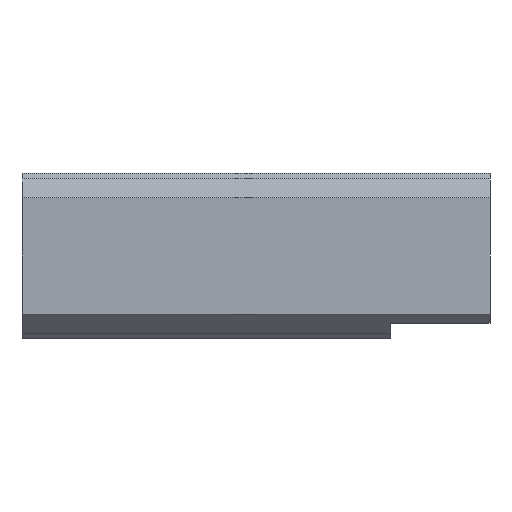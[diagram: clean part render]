
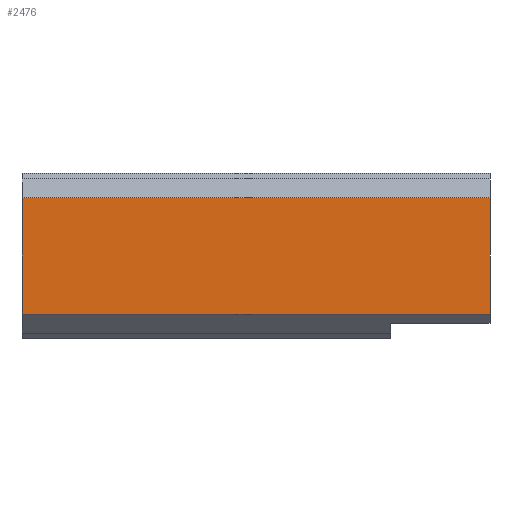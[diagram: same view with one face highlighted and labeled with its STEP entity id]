
A CAD part, front view. The second image highlights one B-rep face of the part: STEP entity #2476.
In plain terms, the highlighted planar face has unit normal (0, -1, 0).
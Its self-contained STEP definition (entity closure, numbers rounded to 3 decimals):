
#64=FACE_OUTER_BOUND('',#192,.T.);
#192=EDGE_LOOP('',(#1913,#1914,#1915,#1916));
#316=LINE('',#3405,#675);
#379=LINE('',#3530,#738);
#385=LINE('',#3540,#744);
#476=LINE('',#3726,#835);
#675=VECTOR('',#2771,10.);
#738=VECTOR('',#2876,10.);
#744=VECTOR('',#2886,10.);
#835=VECTOR('',#2999,10.);
#1023=VERTEX_POINT('',#3402);
#1024=VERTEX_POINT('',#3404);
#1064=VERTEX_POINT('',#3527);
#1065=VERTEX_POINT('',#3529);
#1273=EDGE_CURVE('',#1024,#1023,#316,.T.);
#1336=EDGE_CURVE('',#1064,#1065,#379,.T.);
#1342=EDGE_CURVE('',#1023,#1065,#385,.T.);
#1433=EDGE_CURVE('',#1064,#1024,#476,.T.);
#1913=ORIENTED_EDGE('',*,*,#1273,.T.);
#1914=ORIENTED_EDGE('',*,*,#1342,.T.);
#1915=ORIENTED_EDGE('',*,*,#1336,.F.);
#1916=ORIENTED_EDGE('',*,*,#1433,.T.);
#2351=PLANE('',#2621);
#2476=ADVANCED_FACE('',(#64),#2351,.T.);
#2621=AXIS2_PLACEMENT_3D('',#3727,#3000,#3001);
#2771=DIRECTION('',(0.,0.,-1.));
#2876=DIRECTION('',(0.,0.,-1.));
#2886=DIRECTION('',(1.,0.,0.));
#2999=DIRECTION('',(-1.,0.,0.));
#3000=DIRECTION('center_axis',(0.,-1.,0.));
#3001=DIRECTION('ref_axis',(0.,0.,-1.));
#3402=CARTESIAN_POINT('',(-59.538,-9.963,-20.755));
#3404=CARTESIAN_POINT('',(-59.538,-9.963,20.755));
#3405=CARTESIAN_POINT('',(-59.538,-9.963,-13.75));
#3527=CARTESIAN_POINT('',(107.58,-9.963,20.755));
#3529=CARTESIAN_POINT('',(107.58,-9.963,-20.755));
#3530=CARTESIAN_POINT('',(107.58,-9.963,20.755));
#3540=CARTESIAN_POINT('',(104.537,-9.963,-20.755));
#3726=CARTESIAN_POINT('',(104.537,-9.963,20.755));
#3727=CARTESIAN_POINT('Origin',(10.,-9.963,0.));
